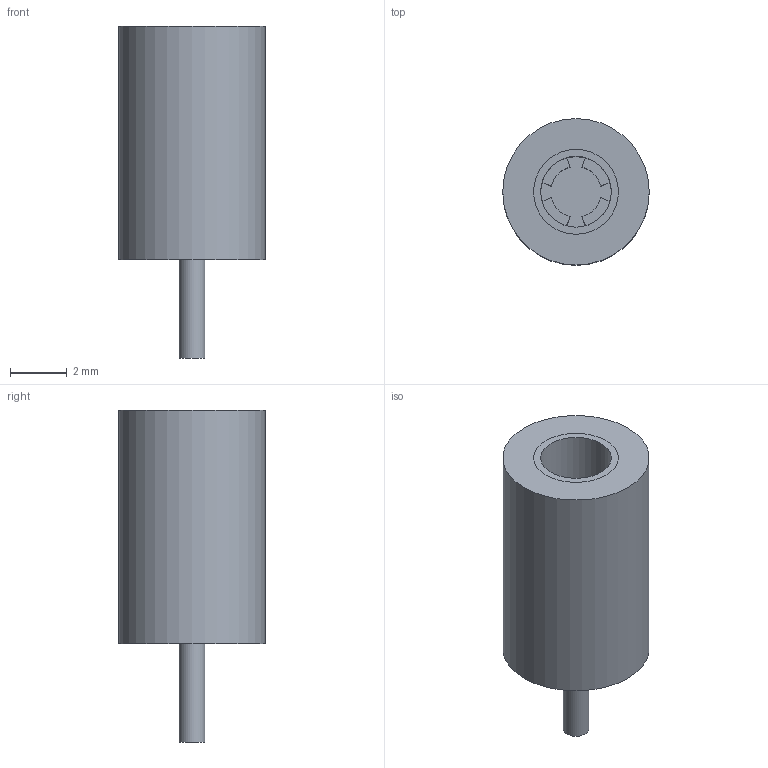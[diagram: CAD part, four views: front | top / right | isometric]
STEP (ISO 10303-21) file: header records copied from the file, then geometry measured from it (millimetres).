
FILE_DESCRIPTION(/* description */ (''),/* implementation_level */ '2;1');
FILE_NAME(/* name */ 'CINCH_105-2202-201.stp',/* time_stamp */ '2016-02-23T10:34:22+01:00',/* author */ ('riccim'),/* organization */ (''),/* preprocessor_version */ 'ST-DEVELOPER v15.5',/* originating_system */ 'AutoCAD Mechanical',/* authorisation */ '');
FILE_SCHEMA (('AUTOMOTIVE_DESIGN { 1 0 10303 214 3 1 1 }'));
Length unit declared in the file: millimetre
Products named in the file (1): Product
Bounding box: 5.18 x 5.18 x 11.74 mm (x, y, z)
Volume: 152 mm3; surface area: 443.9 mm2
Topology: 7 solids, 7 shells, 36 faces, 63 edges, 42 vertices
Faces by surface type: plane 23, cylinder 13
Full cylindrical faces by diameter (mm): 0.9 x1, 2.5 x1, 3 x2, 5.18 x1
Entity records: 885 total; most frequent: DIRECTION 158, CARTESIAN_POINT 137, ORIENTED_EDGE 116, AXIS2_PLACEMENT_3D 63, EDGE_CURVE 58, EDGE_LOOP 44, VERTEX_POINT 42, FACE_OUTER_BOUND 36
